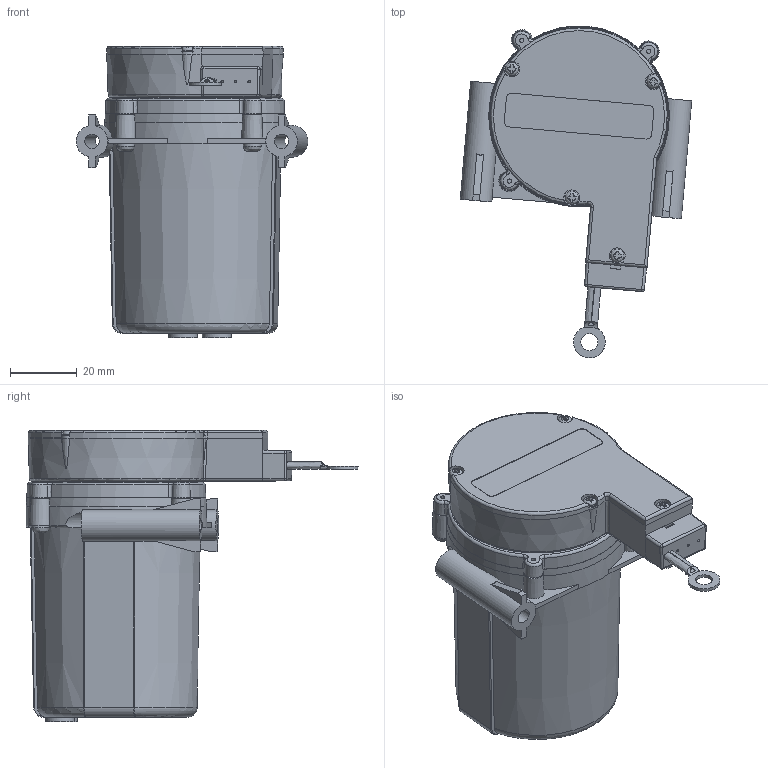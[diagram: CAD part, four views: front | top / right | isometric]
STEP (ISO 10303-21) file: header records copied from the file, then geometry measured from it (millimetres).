
FILE_DESCRIPTION((''),'2;1');
FILE_NAME('JX 2 10 Exit 3.stp','2014-09-24T10:57:21',('jason'),(''),'Autodesk Inventor 2011','Autodesk Inventor 2011','');
FILE_SCHEMA(('AUTOMOTIVE_DESIGN { 1 0 10303 214 1 1 1 1 }'));
Length unit declared in the file: inch
Products named in the file (1): JX 2 10 Exit 3
Bounding box: 69.54 x 99.71 x 87.45 mm (x, y, z)
Volume: 293599.3 mm3; surface area: 40113.8 mm2
Topology: 3 solids, 3 shells, 509 faces, 1337 edges, 847 vertices
Faces by surface type: plane 293, cylinder 117, cone 40, bspline 33, torus 26
Full cylindrical faces by diameter (mm): 0.787 x4, 1.27 x5, 2.261 x2, 2.692 x2, 2.845 x4, 4.013 x4, 4.318 x2, 4.775 x3, 5.08 x1, 5.385 x4, 5.766 x2, 8.712 x2, 9.525 x2, 48.26 x1, 50.089 x1, 52.832 x1
Entity records: 17625 total; most frequent: CARTESIAN_POINT 5549, ORIENTED_EDGE 2530, DIRECTION 2435, EDGE_CURVE 1265, AXIS2_PLACEMENT_3D 938, VERTEX_POINT 830, EDGE_LOOP 605, VECTOR 559
